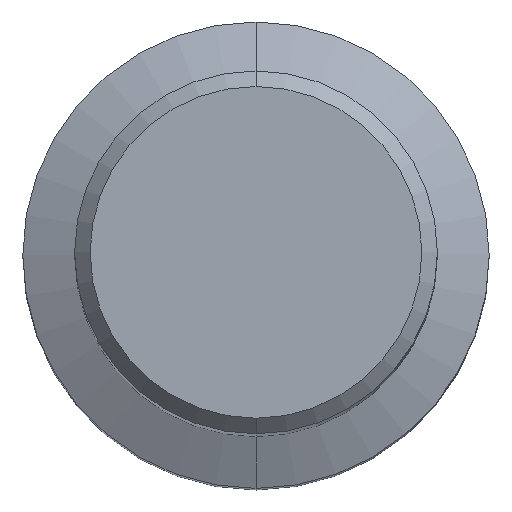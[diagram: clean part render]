
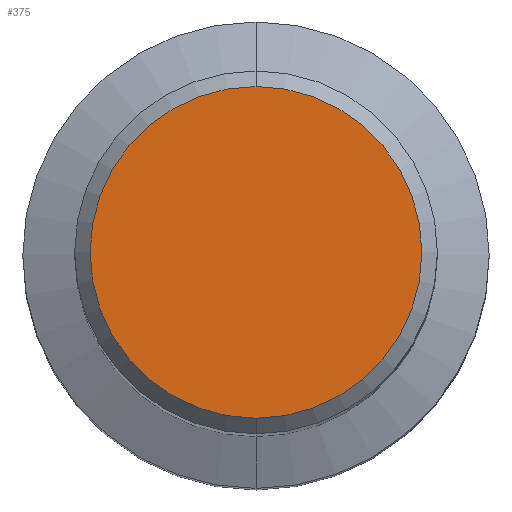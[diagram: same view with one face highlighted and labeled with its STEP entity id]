
A CAD part, top view. The second image highlights one B-rep face of the part: STEP entity #375.
In plain terms, the highlighted planar face has unit normal (0, 0, 1).
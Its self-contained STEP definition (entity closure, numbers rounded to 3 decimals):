
#227=VERTEX_POINT('',#586);
#307=EDGE_CURVE('',#227,#315,#673,.T.);
#315=VERTEX_POINT('',#681);
#375=ADVANCED_FACE('',(#751),#752,.T.);
#525=EDGE_CURVE('',#315,#227,#914,.T.);
#586=CARTESIAN_POINT('',(0.0,6.4,0.0));
#673=CIRCLE('',#1193,6.4);
#681=CARTESIAN_POINT('',(0.,-6.4,0.0));
#751=FACE_OUTER_BOUND('',#1323,.T.);
#752=PLANE('',#1324);
#914=CIRCLE('',#1666,6.4);
#1193=AXIS2_PLACEMENT_3D('',#1840,#1841,#1842);
#1323=EDGE_LOOP('',(#1949,#1950));
#1324=AXIS2_PLACEMENT_3D('',#1951,#1952,#1953);
#1666=AXIS2_PLACEMENT_3D('',#2111,#2112,#2113);
#1840=CARTESIAN_POINT('',(0.0,0.0,0.0));
#1841=DIRECTION('',(0.0,0.0,-1.0));
#1842=DIRECTION('',(0.0,1.0,0.0));
#1949=ORIENTED_EDGE('',*,*,#307,.F.);
#1950=ORIENTED_EDGE('',*,*,#525,.F.);
#1951=CARTESIAN_POINT('',(0.0,3.2,0.0));
#1952=DIRECTION('',(-0.0,0.0,1.0));
#1953=DIRECTION('',(0.0,-1.0,0.0));
#2111=CARTESIAN_POINT('',(0.0,0.0,0.0));
#2112=DIRECTION('',(0.0,0.0,-1.0));
#2113=DIRECTION('',(0.0,1.0,0.0));
